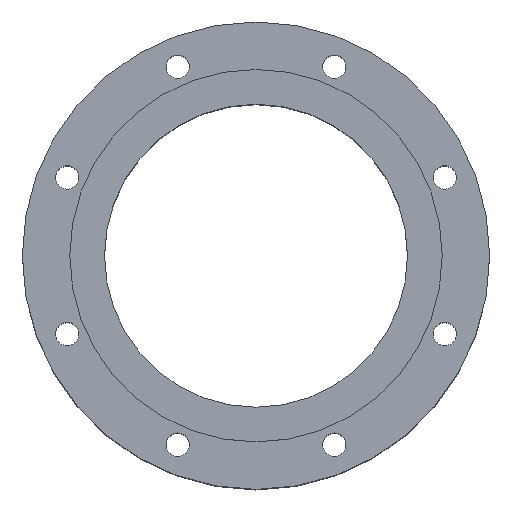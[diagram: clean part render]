
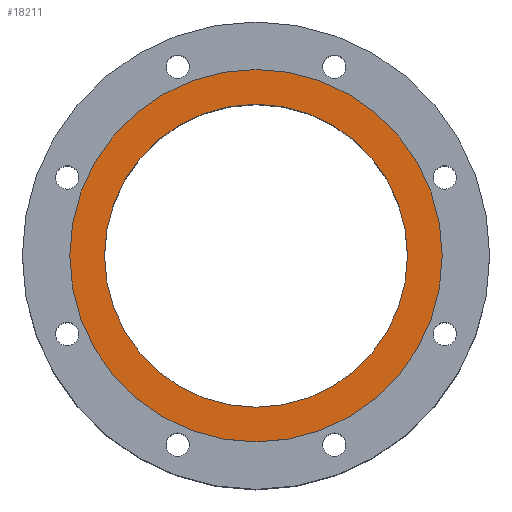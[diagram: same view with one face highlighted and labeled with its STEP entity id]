
A CAD part, top view. The second image highlights one B-rep face of the part: STEP entity #18211.
In plain terms, the highlighted planar face has unit normal (0, 0, 1).
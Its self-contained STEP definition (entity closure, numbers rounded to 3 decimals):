
#1368 = CARTESIAN_POINT ( 'NONE',  ( -127.5, 0., 0. ) ) ;
#1602 = ORIENTED_EDGE ( 'NONE', *, *, #5680, .T. ) ;
#5680 = EDGE_CURVE ( 'NONE', #26161, #27657, #16923, .T. ) ;
#6003 = AXIS2_PLACEMENT_3D ( 'NONE', #22596, #27479, #22745 ) ;
#6911 = DIRECTION ( 'NONE',  ( 1., 0., 0. ) ) ;
#7196 = FACE_OUTER_BOUND ( 'NONE', #29264, .T. ) ;
#7573 = CIRCLE ( 'NONE', #19371, 103.7 ) ;
#7578 = AXIS2_PLACEMENT_3D ( 'NONE', #9140, #16376, #6911 ) ;
#9140 = CARTESIAN_POINT ( 'NONE',  ( 0., 0., 0. ) ) ;
#9984 = CARTESIAN_POINT ( 'NONE',  ( 0., 0., 0. ) ) ;
#10215 = ORIENTED_EDGE ( 'NONE', *, *, #23324, .T. ) ;
#11157 = DIRECTION ( 'NONE',  ( 0., 0., 1. ) ) ;
#11361 = FACE_BOUND ( 'NONE', #22833, .T. ) ;
#12726 = CARTESIAN_POINT ( 'NONE',  ( 0., 0., 0. ) ) ;
#13707 = CIRCLE ( 'NONE', #7578, 127.5 ) ;
#14147 = CARTESIAN_POINT ( 'NONE',  ( 103.7, 0., 0. ) ) ;
#15376 = DIRECTION ( 'NONE',  ( 1., 0., 0. ) ) ;
#15835 = CARTESIAN_POINT ( 'NONE',  ( -103.7, 0., 0. ) ) ;
#16376 = DIRECTION ( 'NONE',  ( 0., 0., 1. ) ) ;
#16923 = CIRCLE ( 'NONE', #17877, 127.5 ) ;
#17507 = CARTESIAN_POINT ( 'NONE',  ( 0., 0., 0. ) ) ;
#17877 = AXIS2_PLACEMENT_3D ( 'NONE', #9984, #18853, #28036 ) ;
#18211 = ADVANCED_FACE ( 'NONE', ( #11361, #7196 ), #18444, .F. ) ;
#18444 = PLANE ( 'NONE',  #6003 ) ;
#18853 = DIRECTION ( 'NONE',  ( 0., 0., 1. ) ) ;
#19371 = AXIS2_PLACEMENT_3D ( 'NONE', #12726, #21886, #15376 ) ;
#21886 = DIRECTION ( 'NONE',  ( 0., 0., 1. ) ) ;
#22236 = AXIS2_PLACEMENT_3D ( 'NONE', #17507, #11157, #28615 ) ;
#22596 = CARTESIAN_POINT ( 'NONE',  ( 0., 127.5, 0. ) ) ;
#22721 = CIRCLE ( 'NONE', #22236, 103.7 ) ;
#22745 = DIRECTION ( 'NONE',  ( -1., 0., 0. ) ) ;
#22833 = EDGE_LOOP ( 'NONE', ( #25238, #26135 ) ) ;
#23324 = EDGE_CURVE ( 'NONE', #27657, #26161, #13707, .T. ) ;
#24606 = EDGE_CURVE ( 'NONE', #27796, #25174, #22721, .T. ) ;
#25041 = CARTESIAN_POINT ( 'NONE',  ( 127.5, 0., 0. ) ) ;
#25174 = VERTEX_POINT ( 'NONE', #14147 ) ;
#25238 = ORIENTED_EDGE ( 'NONE', *, *, #27206, .F. ) ;
#26135 = ORIENTED_EDGE ( 'NONE', *, *, #24606, .F. ) ;
#26161 = VERTEX_POINT ( 'NONE', #1368 ) ;
#27206 = EDGE_CURVE ( 'NONE', #25174, #27796, #7573, .T. ) ;
#27479 = DIRECTION ( 'NONE',  ( 0., 0., -1. ) ) ;
#27657 = VERTEX_POINT ( 'NONE', #25041 ) ;
#27796 = VERTEX_POINT ( 'NONE', #15835 ) ;
#28036 = DIRECTION ( 'NONE',  ( 1., 0., 0. ) ) ;
#28615 = DIRECTION ( 'NONE',  ( 1., 0., 0. ) ) ;
#29264 = EDGE_LOOP ( 'NONE', ( #10215, #1602 ) ) ;
